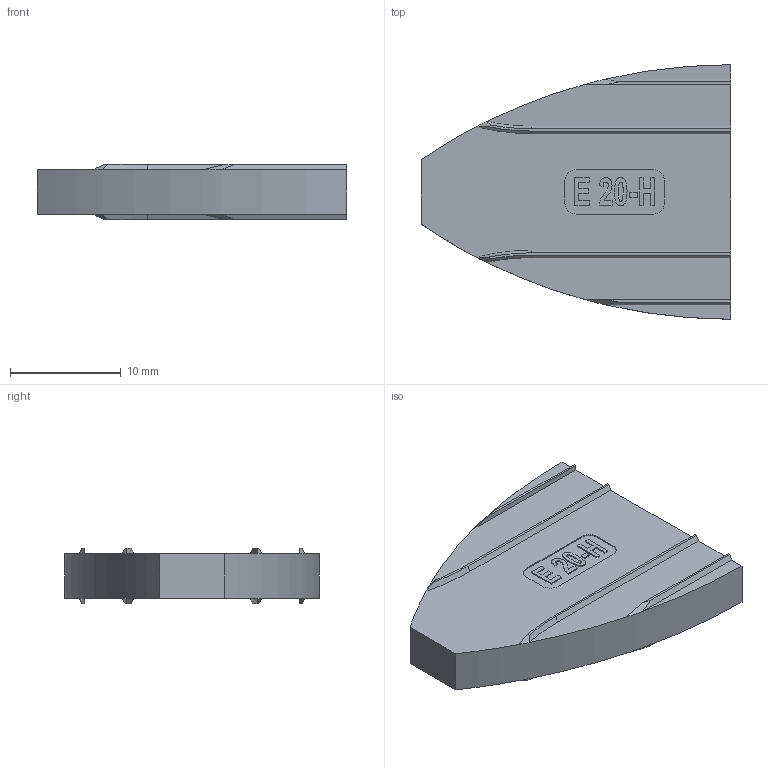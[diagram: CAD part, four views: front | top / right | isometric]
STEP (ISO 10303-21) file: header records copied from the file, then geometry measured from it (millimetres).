
FILE_DESCRIPTION(/* description */ (''),/* implementation_level */ '2;1');
FILE_NAME(/* name */ 'E20-H_Einschlaglamelle.stp',/* time_stamp */ '2021-07-08T10:52:40+02:00',/* author */ ('matthiask'),/* organization */ (''),/* preprocessor_version */ 'ST-DEVELOPER v18',/* originating_system */ 'Autodesk Inventor 2020',/* authorisation */ '');
FILE_SCHEMA (('AUTOMOTIVE_DESIGN { 1 0 10303 214 3 1 1 }'));
Length unit declared in the file: millimetre
Products named in the file (1): 900560-01
Bounding box: 28 x 23 x 5 mm (x, y, z)
Volume: 1980.1 mm3; surface area: 1444 mm2
Topology: 1 solids, 1 shells, 222 faces, 590 edges, 388 vertices
Faces by surface type: plane 131, bspline 67, cone 16, cylinder 8
Entity records: 7278 total; most frequent: CARTESIAN_POINT 2189, ORIENTED_EDGE 1180, DIRECTION 800, EDGE_CURVE 590, VERTEX_POINT 388, LINE 376, VECTOR 376, EDGE_LOOP 240
